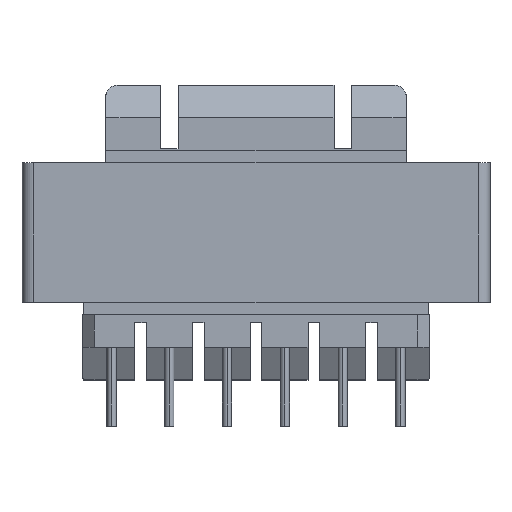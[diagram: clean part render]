
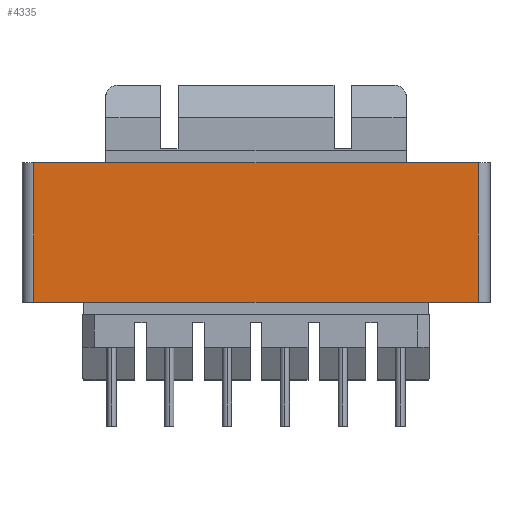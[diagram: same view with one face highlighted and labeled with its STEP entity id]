
A CAD part, top view. The second image highlights one B-rep face of the part: STEP entity #4335.
In plain terms, the highlighted planar face has unit normal (0, 0, 1).
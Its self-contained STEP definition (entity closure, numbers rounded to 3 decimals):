
#439 = CARTESIAN_POINT ( 'NONE',  ( 19.25, 18.775, 17. ) ) ;
#915 = CARTESIAN_POINT ( 'NONE',  ( 19.25, 6.725, 17. ) ) ;
#962 = AXIS2_PLACEMENT_3D ( 'NONE', #2081, #7587, #2851 ) ;
#1058 = CARTESIAN_POINT ( 'NONE',  ( -19.25, 18.775, 17. ) ) ;
#1357 = EDGE_CURVE ( 'NONE', #9869, #4527, #3402, .T. ) ;
#1386 = CARTESIAN_POINT ( 'NONE',  ( 19.25, 6.725, 17. ) ) ;
#1443 = ORIENTED_EDGE ( 'NONE', *, *, #5237, .T. ) ;
#1819 = DIRECTION ( 'NONE',  ( 0., -1., 0. ) ) ;
#2068 = EDGE_CURVE ( 'NONE', #4527, #8637, #2519, .T. ) ;
#2081 = CARTESIAN_POINT ( 'NONE',  ( -19.25, 6.725, 17. ) ) ;
#2288 = EDGE_CURVE ( 'NONE', #4704, #9869, #7924, .T. ) ;
#2454 = CARTESIAN_POINT ( 'NONE',  ( 19.25, 6.725, 17. ) ) ;
#2519 = LINE ( 'NONE', #915, #8536 ) ;
#2745 = EDGE_LOOP ( 'NONE', ( #8151, #3491, #5134, #1443 ) ) ;
#2851 = DIRECTION ( 'NONE',  ( 1., 0., 0. ) ) ;
#3365 = LINE ( 'NONE', #1058, #5213 ) ;
#3402 = LINE ( 'NONE', #2454, #5252 ) ;
#3491 = ORIENTED_EDGE ( 'NONE', *, *, #1357, .T. ) ;
#3630 = PLANE ( 'NONE',  #962 ) ;
#4174 = CARTESIAN_POINT ( 'NONE',  ( -19.25, 6.725, 17. ) ) ;
#4335 = ADVANCED_FACE ( 'NONE', ( #10146 ), #3630, .T. ) ;
#4527 = VERTEX_POINT ( 'NONE', #1386 ) ;
#4643 = CARTESIAN_POINT ( 'NONE',  ( -19.25, 18.775, 17. ) ) ;
#4669 = VECTOR ( 'NONE', #1819, 1000. ) ;
#4704 = VERTEX_POINT ( 'NONE', #4643 ) ;
#5134 = ORIENTED_EDGE ( 'NONE', *, *, #2068, .T. ) ;
#5213 = VECTOR ( 'NONE', #7359, 1000. ) ;
#5237 = EDGE_CURVE ( 'NONE', #8637, #4704, #3365, .T. ) ;
#5252 = VECTOR ( 'NONE', #9546, 1000. ) ;
#5793 = CARTESIAN_POINT ( 'NONE',  ( -19.25, 6.725, 17. ) ) ;
#7359 = DIRECTION ( 'NONE',  ( -1., 0., 0. ) ) ;
#7587 = DIRECTION ( 'NONE',  ( 0., 0., 1. ) ) ;
#7924 = LINE ( 'NONE', #4174, #4669 ) ;
#7988 = DIRECTION ( 'NONE',  ( 0., 1., 0. ) ) ;
#8151 = ORIENTED_EDGE ( 'NONE', *, *, #2288, .T. ) ;
#8536 = VECTOR ( 'NONE', #7988, 1000. ) ;
#8637 = VERTEX_POINT ( 'NONE', #439 ) ;
#9546 = DIRECTION ( 'NONE',  ( 1., 0., 0. ) ) ;
#9869 = VERTEX_POINT ( 'NONE', #5793 ) ;
#10146 = FACE_OUTER_BOUND ( 'NONE', #2745, .T. ) ;
